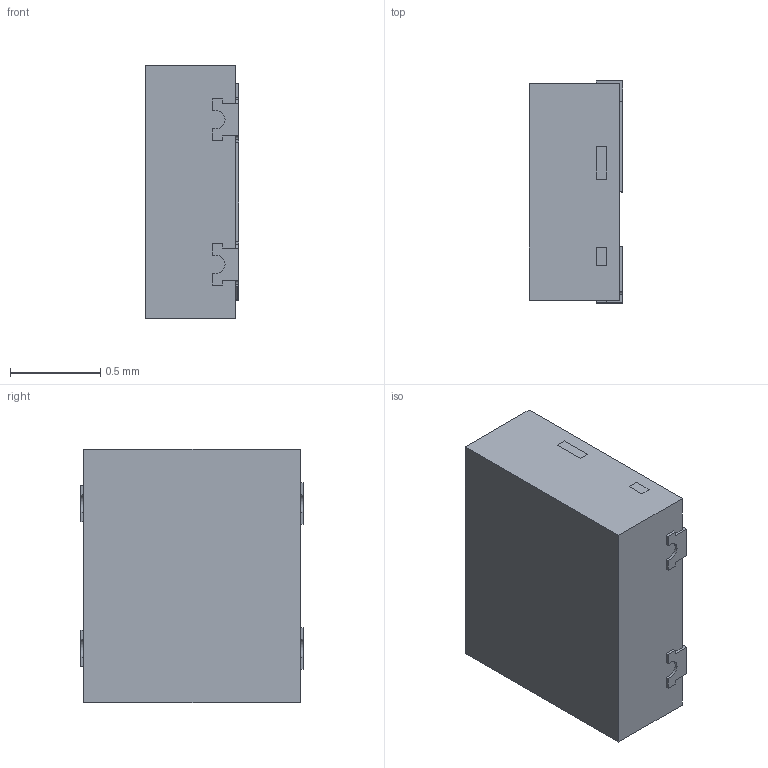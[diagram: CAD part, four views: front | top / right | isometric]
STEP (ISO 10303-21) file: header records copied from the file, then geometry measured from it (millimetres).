
FILE_DESCRIPTION(/* description */ ('Unknown'),/* implementation_level */ '2;1');
FILE_NAME(/* name */ 'SWP-DFN1412A-4',/* time_stamp */ '2024-03-26T10:59:01+08:00',/* author */ ('Unknown'),/* organization */ ('Unknown'),/* preprocessor_version */ 'ST-DEVELOPER v18.102',/* originating_system */ 'Solid Edge',/* authorisation */ 'Unknown');
FILE_SCHEMA (('AUTOMOTIVE_DESIGN {1 0 10303 214 3 1 1}'));
Length unit declared in the file: millimetre
Products named in the file (4): SWP-DFN1412A-4; CPD; LDF; Plating
Assembly tree (3 placements, depth 2):
  SWP-DFN1412A-4
    CPD
    LDF
    Plating
Bounding box: 0.52 x 1.23 x 1.4 mm (x, y, z)
Volume: 0.9 mm3; surface area: 12.7 mm2
Topology: 7 solids, 7 shells, 297 faces, 852 edges, 567 vertices
Faces by surface type: plane 241, cylinder 56
Entity records: 10127 total; most frequent: CARTESIAN_POINT 1726, ORIENTED_EDGE 1704, DIRECTION 1564, EDGE_CURVE 852, LINE 738, VECTOR 738, VERTEX_POINT 567, AXIS2_PLACEMENT_3D 413
